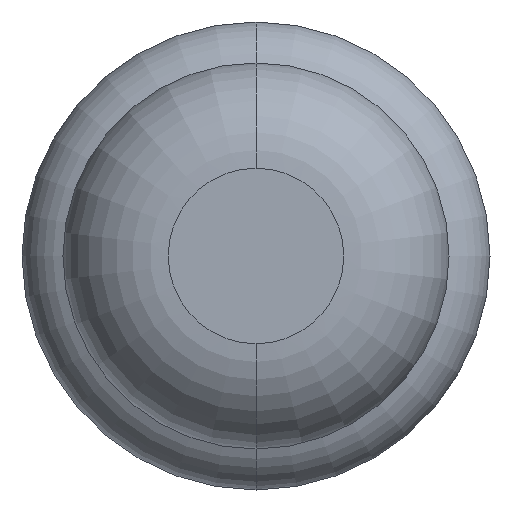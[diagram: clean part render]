
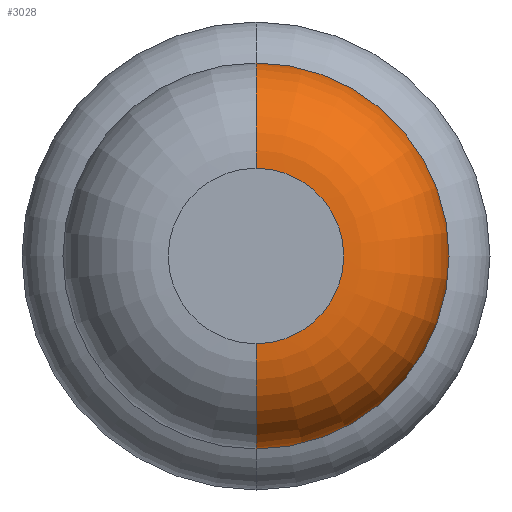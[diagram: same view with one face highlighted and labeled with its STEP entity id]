
A CAD part, front view. The second image highlights one B-rep face of the part: STEP entity #3028.
In plain terms, the highlighted toroidal (fillet/blend) face has major radius 0.375 mm and minor radius 0.45 mm.
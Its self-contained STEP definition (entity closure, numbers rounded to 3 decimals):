
#342 = DIRECTION ( 'NONE',  ( 1., 0., 0. ) ) ;
#453 = CARTESIAN_POINT ( 'NONE',  ( 0., -29.95, 0.375 ) ) ;
#485 = EDGE_CURVE ( 'Defeature ausgef�hrt1_7+Defeature ausgef�hrt1_6+Defeature ausgef�hrt1_6+Defeature ausgef�hrt1_6', #1828, #3087, #1806, .T. ) ;
#569 = AXIS2_PLACEMENT_3D ( 'NONE', #3045, #3717, #4074 ) ;
#637 = FACE_OUTER_BOUND ( 'NONE', #4087, .T. ) ;
#803 = AXIS2_PLACEMENT_3D ( 'NONE', #1618, #913, #4339 ) ;
#808 = DIRECTION ( 'NONE',  ( 0., 0., 1. ) ) ;
#811 = ORIENTED_EDGE ( 'NONE', *, *, #1326, .T. ) ;
#913 = DIRECTION ( 'NONE',  ( 0., 1., 0. ) ) ;
#948 = DIRECTION ( 'NONE',  ( 0., 0., 1. ) ) ;
#1183 = TOROIDAL_SURFACE ( 'NONE', #803, 0.375, 0.45 ) ;
#1324 = CARTESIAN_POINT ( 'NONE',  ( 0., -29.95, -0.825 ) ) ;
#1326 = EDGE_CURVE ( 'NONE', #1443, #3087, #4077, .T. ) ;
#1366 = DIRECTION ( 'NONE',  ( 0., 0., -1. ) ) ;
#1443 = VERTEX_POINT ( 'NONE', #1460 ) ;
#1460 = CARTESIAN_POINT ( 'NONE',  ( 0., -30.4, -0.375 ) ) ;
#1474 = CIRCLE ( 'NONE', #4207, 0.375 ) ;
#1618 = CARTESIAN_POINT ( 'NONE',  ( 0., -29.95, 0. ) ) ;
#1637 = EDGE_CURVE ( 'Defeature ausgef�hrt1_6+Defeature ausgef�hrt1_5+Defeature ausgef�hrt1_5+Defeature ausgef�hrt1_5', #2249, #1443, #1474, .T. ) ;
#1654 = DIRECTION ( 'NONE',  ( 0., 1., 0. ) ) ;
#1806 = CIRCLE ( 'NONE', #569, 0.825 ) ;
#1828 = VERTEX_POINT ( 'NONE', #3099 ) ;
#1839 = DIRECTION ( 'NONE',  ( -1., 0., 0. ) ) ;
#2161 = ORIENTED_EDGE ( 'NONE', *, *, #485, .F. ) ;
#2249 = VERTEX_POINT ( 'NONE', #2948 ) ;
#2286 = CIRCLE ( 'NONE', #2834, 0.45 ) ;
#2373 = CARTESIAN_POINT ( 'NONE',  ( 0., -29.95, -0.375 ) ) ;
#2643 = CARTESIAN_POINT ( 'NONE',  ( 0., -30.4, 0. ) ) ;
#2834 = AXIS2_PLACEMENT_3D ( 'NONE', #453, #1839, #808 ) ;
#2948 = CARTESIAN_POINT ( 'NONE',  ( 0., -30.4, 0.375 ) ) ;
#3028 = ADVANCED_FACE ( 'Defeature ausgef�hrt1_6', ( #637 ), #1183, .T. ) ;
#3045 = CARTESIAN_POINT ( 'NONE',  ( 0., -29.95, 0. ) ) ;
#3087 = VERTEX_POINT ( 'NONE', #1324 ) ;
#3099 = CARTESIAN_POINT ( 'NONE',  ( 0., -29.95, 0.825 ) ) ;
#3647 = AXIS2_PLACEMENT_3D ( 'NONE', #2373, #342, #1366 ) ;
#3717 = DIRECTION ( 'NONE',  ( 0., 1., 0. ) ) ;
#4013 = ORIENTED_EDGE ( 'NONE', *, *, #1637, .T. ) ;
#4074 = DIRECTION ( 'NONE',  ( 0., 0., 1. ) ) ;
#4077 = CIRCLE ( 'NONE', #3647, 0.45 ) ;
#4087 = EDGE_LOOP ( 'NONE', ( #4013, #811, #2161, #4275 ) ) ;
#4207 = AXIS2_PLACEMENT_3D ( 'NONE', #2643, #1654, #948 ) ;
#4212 = EDGE_CURVE ( 'NONE', #2249, #1828, #2286, .T. ) ;
#4275 = ORIENTED_EDGE ( 'NONE', *, *, #4212, .F. ) ;
#4339 = DIRECTION ( 'NONE',  ( 0., 0., 1. ) ) ;
